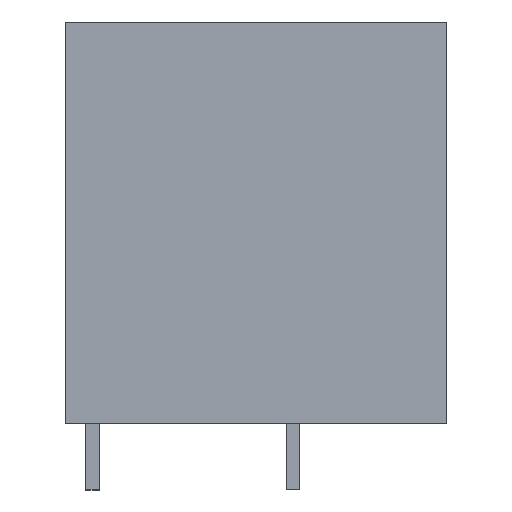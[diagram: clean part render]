
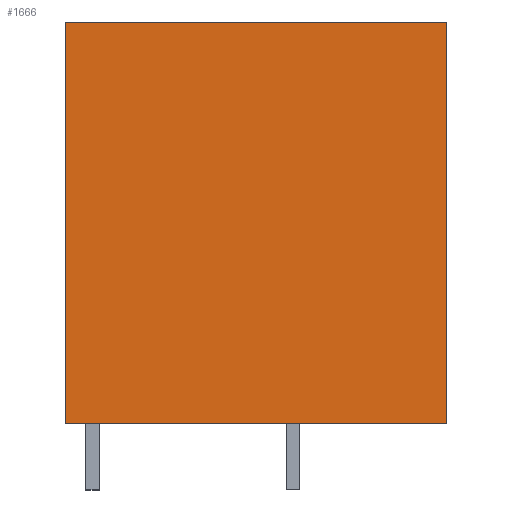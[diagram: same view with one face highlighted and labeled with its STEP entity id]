
A CAD part, left-side view. The second image highlights one B-rep face of the part: STEP entity #1666.
In plain terms, the highlighted planar face has unit normal (-1, 0, 0).
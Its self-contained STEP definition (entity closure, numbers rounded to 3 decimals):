
#1646=AXIS2_PLACEMENT_3D('Plane Axis2P3D',#1643,#1644,#1645) ;
#40=CARTESIAN_POINT('Vertex',(0.,0.,5.)) ;
#45=CARTESIAN_POINT('Line Origine',(0.,14.275,5.)) ;
#49=CARTESIAN_POINT('Vertex',(0.,28.55,5.)) ;
#942=CARTESIAN_POINT('Line Origine',(0.,0.,20.)) ;
#946=CARTESIAN_POINT('Vertex',(0.,0.,35.)) ;
#1643=CARTESIAN_POINT('Axis2P3D Location',(0.,28.55,0.)) ;
#1648=CARTESIAN_POINT('Line Origine',(0.,14.275,35.)) ;
#1652=CARTESIAN_POINT('Vertex',(0.,28.55,35.)) ;
#1655=CARTESIAN_POINT('Line Origine',(0.,28.55,20.)) ;
#46=DIRECTION('Vector Direction',(0.,-1.,0.)) ;
#943=DIRECTION('Vector Direction',(0.,0.,1.)) ;
#1644=DIRECTION('Axis2P3D Direction',(-1.,0.,0.)) ;
#1645=DIRECTION('Axis2P3D XDirection',(0.,-1.,0.)) ;
#1649=DIRECTION('Vector Direction',(0.,1.,0.)) ;
#1656=DIRECTION('Vector Direction',(0.,0.,-1.)) ;
#47=VECTOR('Line Direction',#46,1.) ;
#944=VECTOR('Line Direction',#943,1.) ;
#1650=VECTOR('Line Direction',#1649,1.) ;
#1657=VECTOR('Line Direction',#1656,1.) ;
#1661=ORIENTED_EDGE('',*,*,#51,.T.) ;
#1662=ORIENTED_EDGE('',*,*,#948,.T.) ;
#1663=ORIENTED_EDGE('',*,*,#1654,.T.) ;
#1664=ORIENTED_EDGE('',*,*,#1659,.T.) ;
#1666=ADVANCED_FACE('HOUSING',(#1665),#1647,.T.) ;
#51=EDGE_CURVE('',#50,#41,#48,.T.) ;
#948=EDGE_CURVE('',#41,#947,#945,.T.) ;
#1654=EDGE_CURVE('',#947,#1653,#1651,.T.) ;
#1659=EDGE_CURVE('',#1653,#50,#1658,.T.) ;
#1660=EDGE_LOOP('',(#1661,#1662,#1663,#1664)) ;
#1665=FACE_OUTER_BOUND('',#1660,.T.) ;
#48=LINE('Line',#45,#47) ;
#945=LINE('Line',#942,#944) ;
#1651=LINE('Line',#1648,#1650) ;
#1658=LINE('Line',#1655,#1657) ;
#1647=PLANE('',#1646) ;
#41=VERTEX_POINT('',#40) ;
#50=VERTEX_POINT('',#49) ;
#947=VERTEX_POINT('',#946) ;
#1653=VERTEX_POINT('',#1652) ;
